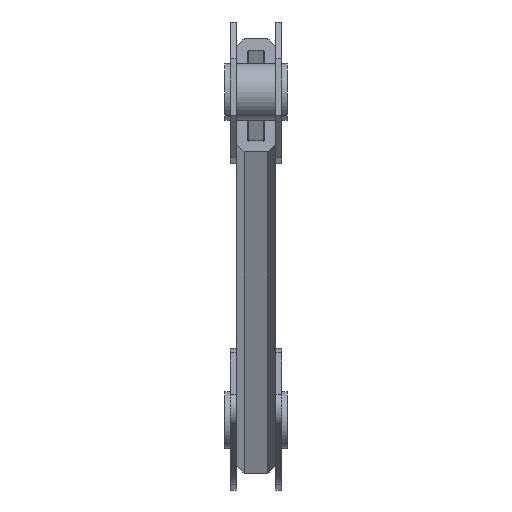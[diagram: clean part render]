
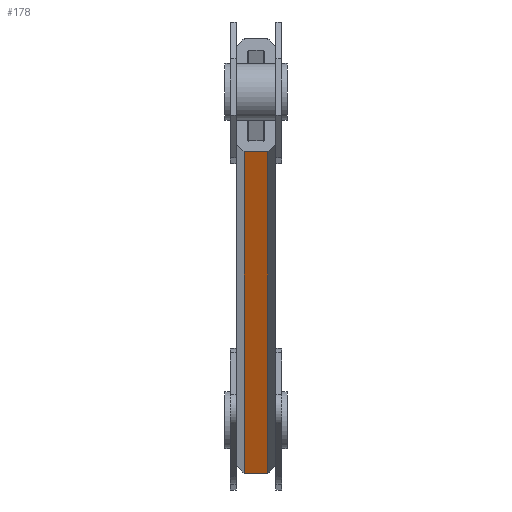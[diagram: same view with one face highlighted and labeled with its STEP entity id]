
A CAD part, front view. The second image highlights one B-rep face of the part: STEP entity #178.
In plain terms, the highlighted planar face has unit normal (0, -0.07, -0.998).
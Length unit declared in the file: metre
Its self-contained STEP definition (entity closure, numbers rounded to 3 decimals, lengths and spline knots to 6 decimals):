
#178 = ADVANCED_FACE( '', ( #400 ), #401, .F. );
#400 = FACE_OUTER_BOUND( '', #663, .T. );
#401 = PLANE( '', #664 );
#663 = EDGE_LOOP( '', ( #1165, #1166, #1167, #1168 ) );
#664 = AXIS2_PLACEMENT_3D( '', #1169, #1170, #1171 );
#1165 = ORIENTED_EDGE( '', *, *, #1590, .T. );
#1166 = ORIENTED_EDGE( '', *, *, #1624, .T. );
#1167 = ORIENTED_EDGE( '', *, *, #1567, .F. );
#1168 = ORIENTED_EDGE( '', *, *, #1670, .T. );
#1169 = CARTESIAN_POINT( '', ( 0.241076, -0.978655, 1.032058 ) );
#1170 = DIRECTION( '', ( 0., 0.07, 0.998 ) );
#1171 = DIRECTION( '', ( 0., -0.998, 0.07 ) );
#1567 = EDGE_CURVE( '', #1888, #1890, #1891, .T. );
#1590 = EDGE_CURVE( '', #1929, #1927, #1930, .T. );
#1624 = EDGE_CURVE( '', #1927, #1890, #1982, .T. );
#1670 = EDGE_CURVE( '', #1888, #1929, #2050, .T. );
#1888 = VERTEX_POINT( '', #2345 );
#1890 = VERTEX_POINT( '', #2348 );
#1891 = LINE( '', #2349, #2350 );
#1927 = VERTEX_POINT( '', #2402 );
#1929 = VERTEX_POINT( '', #2405 );
#1930 = LINE( '', #2406, #2407 );
#1982 = LINE( '', #2483, #2484 );
#2050 = LINE( '', #2577, #2578 );
#2345 = CARTESIAN_POINT( '', ( 0.232186, 2.882385, 0.762068 ) );
#2348 = CARTESIAN_POINT( '', ( 0.205516, 2.882385, 0.762068 ) );
#2349 = CARTESIAN_POINT( '', ( 0.241076, 2.882385, 0.762068 ) );
#2350 = VECTOR( '', #2834, 1. );
#2402 = CARTESIAN_POINT( '', ( 0.205516, -2.265669, 1.122055 ) );
#2405 = CARTESIAN_POINT( '', ( 0.232186, -2.265669, 1.122055 ) );
#2406 = CARTESIAN_POINT( '', ( 0.241076, -2.265669, 1.122055 ) );
#2407 = VECTOR( '', #2858, 1. );
#2483 = CARTESIAN_POINT( '', ( 0.205516, -0.978655, 1.032058 ) );
#2484 = VECTOR( '', #2895, 1. );
#2577 = CARTESIAN_POINT( '', ( 0.232186, -2.265669, 1.122055 ) );
#2578 = VECTOR( '', #2948, 1. );
#2834 = DIRECTION( '', ( -1., 0., 0. ) );
#2858 = DIRECTION( '', ( -1., 0., 0. ) );
#2895 = DIRECTION( '', ( 0., 0.998, -0.07 ) );
#2948 = DIRECTION( '', ( 0., -0.998, 0.07 ) );
